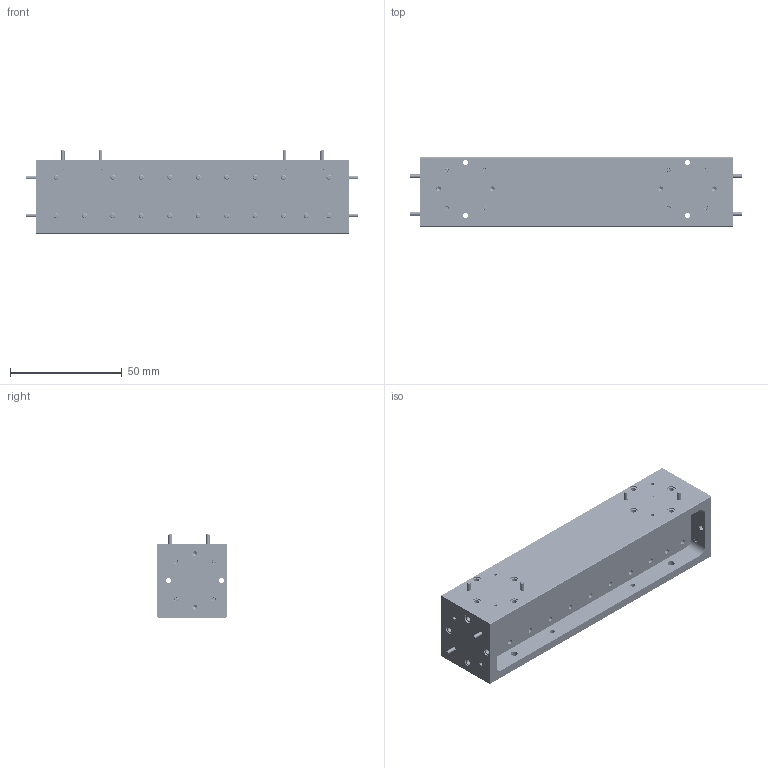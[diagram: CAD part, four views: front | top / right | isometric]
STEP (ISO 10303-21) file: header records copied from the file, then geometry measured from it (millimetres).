
FILE_DESCRIPTION (( 'STEP AP203' ), '1' );
FILE_NAME ('DMWD-19-301-B1, df.STEP', '2017-06-08T19:17:34', ( '' ), ( '' ), 'SwSTEP 2.0', 'SolidWorks 2013', '' );
FILE_SCHEMA (( 'CONFIG_CONTROL_DESIGN' ));
Length unit declared in the file: inch
Products named in the file (1): DMWD-19-301-B1, df
Bounding box: 148.3 x 31.19 x 37.08 mm (x, y, z)
Volume: 85790.7 mm3; surface area: 52236.2 mm2
Topology: 51 solids, 51 shells, 2741 faces, 7485 edges, 4880 vertices
Faces by surface type: cylinder 1932, plane 408, cone 361, bspline 40
Entity records: 125062 total; most frequent: CARTESIAN_POINT 64491, ORIENTED_EDGE 14938, DIRECTION 10673, EDGE_CURVE 7469, VERTEX_POINT 4880, AXIS2_PLACEMENT_3D 3946, EDGE_LOOP 2975, LINE 2781
